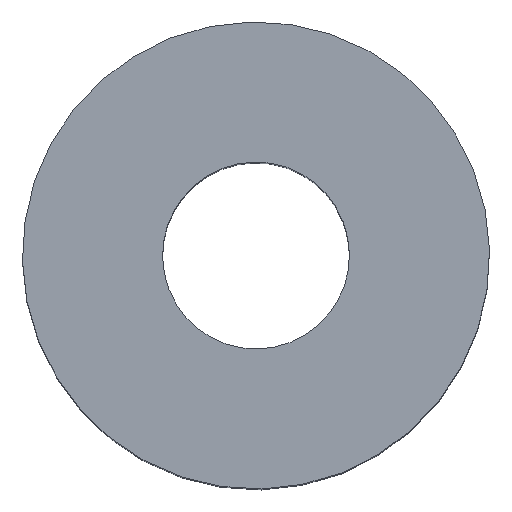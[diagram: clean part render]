
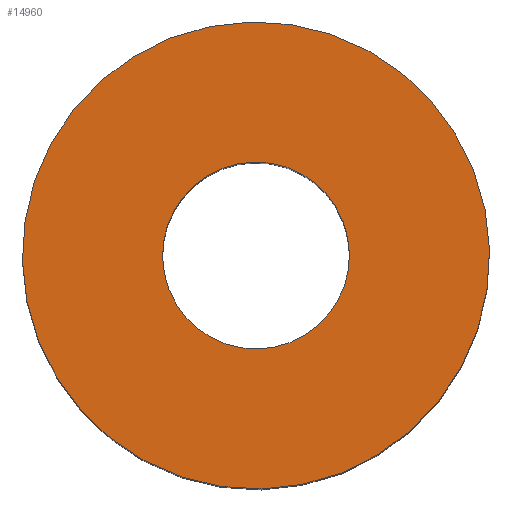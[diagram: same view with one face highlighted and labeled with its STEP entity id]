
A CAD part, top view. The second image highlights one B-rep face of the part: STEP entity #14960.
In plain terms, the highlighted planar face has unit normal (0, 0, 1).
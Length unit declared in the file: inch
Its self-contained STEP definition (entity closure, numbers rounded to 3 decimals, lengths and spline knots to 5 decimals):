
#4156=AXIS2_PLACEMENT_3D('Circle Axis2P3D',#4154,#4155,$) ;
#4175=AXIS2_PLACEMENT_3D('Circle Axis2P3D',#4173,#4174,$) ;
#14936=AXIS2_PLACEMENT_3D('Plane Axis2P3D',#14933,#14934,#14935) ;
#14944=AXIS2_PLACEMENT_3D('Circle Axis2P3D',#14942,#14943,$) ;
#14953=AXIS2_PLACEMENT_3D('Circle Axis2P3D',#14951,#14952,$) ;
#4151=CARTESIAN_POINT('Vertex',(1.79785,3.29093,8.9375)) ;
#4154=CARTESIAN_POINT('Axis2P3D Location',(0.,0.,8.9375)) ;
#4158=CARTESIAN_POINT('Vertex',(-1.79785,-3.29093,8.9375)) ;
#4173=CARTESIAN_POINT('Axis2P3D Location',(0.,0.,8.9375)) ;
#14933=CARTESIAN_POINT('Axis2P3D Location',(0.,3.75,8.9375)) ;
#14942=CARTESIAN_POINT('Axis2P3D Location',(0.,0.,8.9375)) ;
#14946=CARTESIAN_POINT('Vertex',(-0.71914,-1.31637,8.9375)) ;
#14948=CARTESIAN_POINT('Vertex',(0.71914,1.31637,8.9375)) ;
#14951=CARTESIAN_POINT('Axis2P3D Location',(0.,0.,8.9375)) ;
#4155=DIRECTION('Axis2P3D Direction',(0.,0.,-0.039)) ;
#4174=DIRECTION('Axis2P3D Direction',(0.,0.,-0.039)) ;
#14934=DIRECTION('Axis2P3D Direction',(0.,0.,-0.039)) ;
#14935=DIRECTION('Axis2P3D XDirection',(0.039,0.,0.)) ;
#14943=DIRECTION('Axis2P3D Direction',(0.,0.,-0.039)) ;
#14952=DIRECTION('Axis2P3D Direction',(0.,0.,-0.039)) ;
#14939=ORIENTED_EDGE('',*,*,#4160,.F.) ;
#14940=ORIENTED_EDGE('',*,*,#4177,.F.) ;
#14957=ORIENTED_EDGE('',*,*,#14950,.T.) ;
#14958=ORIENTED_EDGE('',*,*,#14955,.T.) ;
#14959=FACE_BOUND('',#14956,.T.) ;
#14960=ADVANCED_FACE('PartBody',(#14941,#14959),#14937,.F.) ;
#4157=CIRCLE('generated circle',#4156,3.75) ;
#4176=CIRCLE('generated circle',#4175,3.75) ;
#14945=CIRCLE('generated circle',#14944,1.5) ;
#14954=CIRCLE('generated circle',#14953,1.5) ;
#4160=EDGE_CURVE('',#4152,#4159,#4157,.T.) ;
#4177=EDGE_CURVE('',#4159,#4152,#4176,.T.) ;
#14950=EDGE_CURVE('',#14947,#14949,#14945,.T.) ;
#14955=EDGE_CURVE('',#14949,#14947,#14954,.T.) ;
#14938=EDGE_LOOP('',(#14939,#14940)) ;
#14956=EDGE_LOOP('',(#14957,#14958)) ;
#14941=FACE_OUTER_BOUND('',#14938,.T.) ;
#14937=PLANE('',#14936) ;
#4152=VERTEX_POINT('',#4151) ;
#4159=VERTEX_POINT('',#4158) ;
#14947=VERTEX_POINT('',#14946) ;
#14949=VERTEX_POINT('',#14948) ;
